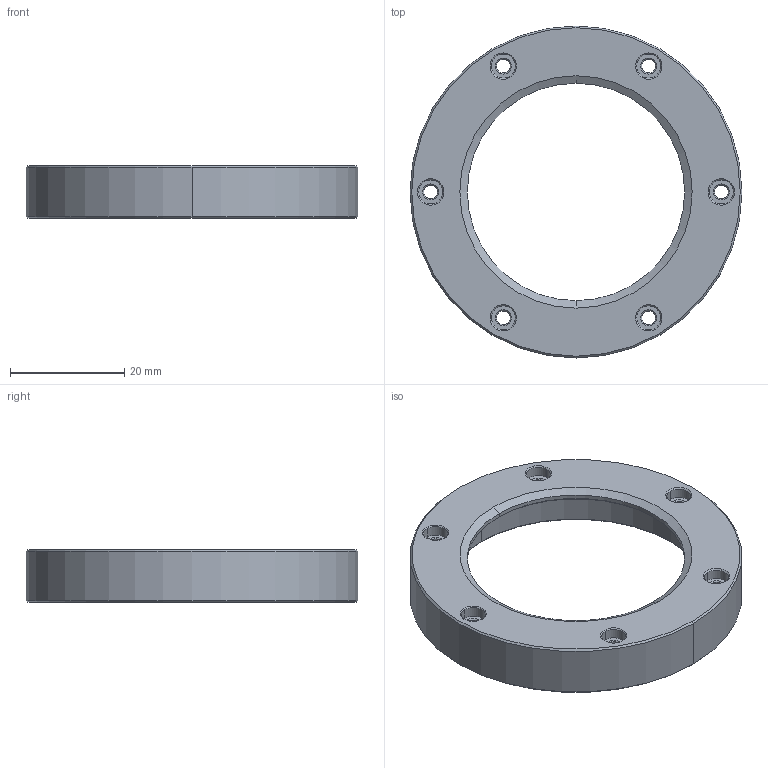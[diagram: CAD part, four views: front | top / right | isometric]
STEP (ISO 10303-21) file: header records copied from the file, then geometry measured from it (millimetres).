
FILE_DESCRIPTION (( 'STEP AP214' ), '1' );
FILE_NAME ('PIXIE RETAINING RING.STEP', '2023-03-14T02:19:15', ( '' ), ( '' ), 'SwSTEP 2.0', 'SolidWorks 2022', '' );
FILE_SCHEMA (( 'AUTOMOTIVE_DESIGN' ));
Length unit declared in the file: millimetre
Products named in the file (1): PIXIE RETAINING RING
Bounding box: 58 x 58 x 9.25 mm (x, y, z)
Volume: 9171 mm3; surface area: 6163.1 mm2
Topology: 1 solids, 1 shells, 87 faces, 204 edges, 126 vertices
Faces by surface type: cone 48, cylinder 30, plane 9
Entity records: 2586 total; most frequent: DIRECTION 506, CARTESIAN_POINT 418, ORIENTED_EDGE 408, AXIS2_PLACEMENT_3D 214, EDGE_CURVE 204, VERTEX_POINT 126, CIRCLE 126, EDGE_LOOP 108
